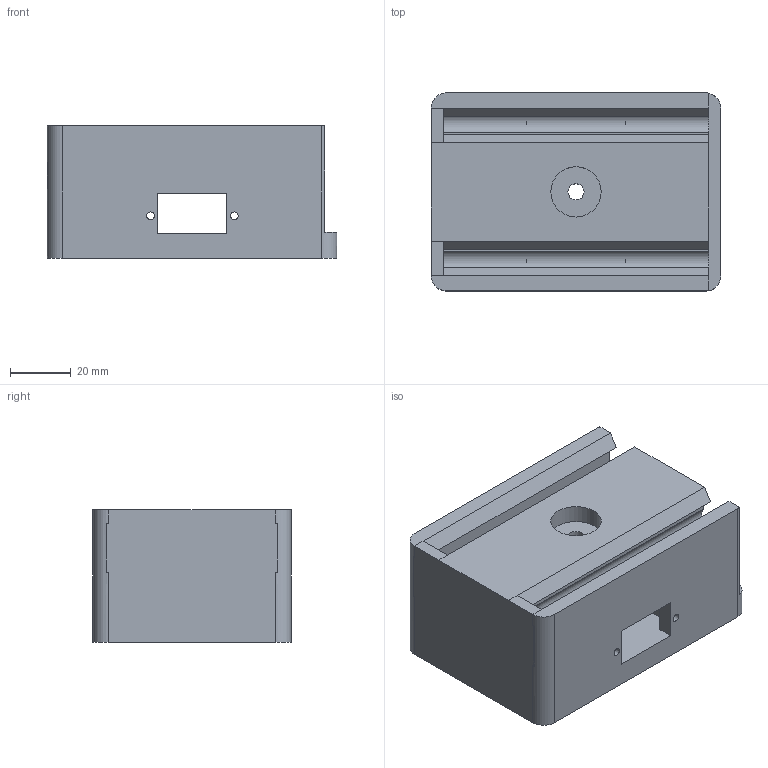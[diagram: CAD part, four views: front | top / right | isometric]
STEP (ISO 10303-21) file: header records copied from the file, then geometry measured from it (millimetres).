
FILE_DESCRIPTION(/* description */ (''),/* implementation_level */ '2;1');
FILE_NAME(/* name */ 'new_gripper v1.step',/* time_stamp */ '2025-11-06T18:39:54-06:00',/* author */ (''),/* organization */ (''),/* preprocessor_version */ 'ST-DEVELOPER v20.1',/* originating_system */ 'Autodesk Translation Framework v14.17.0.0',/* authorisation */ '');
FILE_SCHEMA (('AUTOMOTIVE_DESIGN { 1 0 10303 214 3 1 1 }'));
Length unit declared in the file: millimetre
Products named in the file (1): new_gripper
Bounding box: 95 x 65 x 43.5 mm (x, y, z)
Volume: 185683.5 mm3; surface area: 41199.3 mm2
Topology: 1 solids, 1 shells, 95 faces, 234 edges, 154 vertices
Faces by surface type: plane 67, cylinder 28
Full cylindrical faces by diameter (mm): 1.75 x8, 2.5 x2, 5.3 x1, 5.6 x2, 8 x2, 16.5 x1
Entity records: 2855 total; most frequent: DIRECTION 488, CARTESIAN_POINT 484, ORIENTED_EDGE 468, EDGE_CURVE 234, LINE 172, VECTOR 172, AXIS2_PLACEMENT_3D 158, VERTEX_POINT 154
